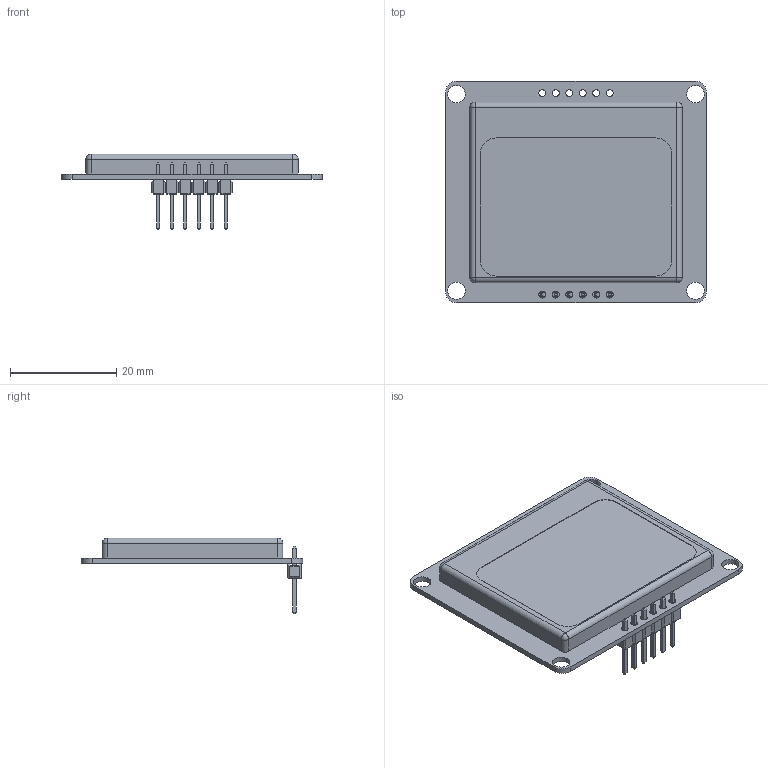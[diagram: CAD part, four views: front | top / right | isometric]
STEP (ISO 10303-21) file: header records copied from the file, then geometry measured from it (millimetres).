
FILE_DESCRIPTION(/* description */ (''),/* implementation_level */ '2;1');
FILE_NAME(/* name */ 'Nokia_5110 LCD.step',/* time_stamp */ '2019-09-24T15:19:36-05:00',/* author */ (''),/* organization */ (''),/* preprocessor_version */ 'ST-DEVELOPER v18',/* originating_system */ 'Autodesk Translation Framework v8.6.0.1094',/* authorisation */ '');
FILE_SCHEMA (('AUTOMOTIVE_DESIGN { 1 0 10303 214 3 1 1 }'));
Length unit declared in the file: inch
Products named in the file (3): Nokia_5110 LCD; Nokia_5110-3310_LCD_breakout; Pin Header 1x6 TH Pitch 2
Assembly tree (2 placements, depth 2):
  Nokia_5110 LCD
    Nokia_5110-3310_LCD_breakout
    Pin Header 1x6 TH Pitch 2
Bounding box: 49.15 x 41.78 x 14.26 mm (x, y, z)
Volume: 7121.3 mm3; surface area: 5176.3 mm2
Topology: 8 solids, 8 shells, 270 faces, 712 edges, 456 vertices
Faces by surface type: plane 222, cylinder 44, sphere 4
Full cylindrical faces by diameter (mm): 1.299 x12, 3.277 x4
Entity records: 8526 total; most frequent: CARTESIAN_POINT 1439, ORIENTED_EDGE 1416, DIRECTION 1402, EDGE_CURVE 708, LINE 564, VECTOR 564, VERTEX_POINT 456, AXIS2_PLACEMENT_3D 419
